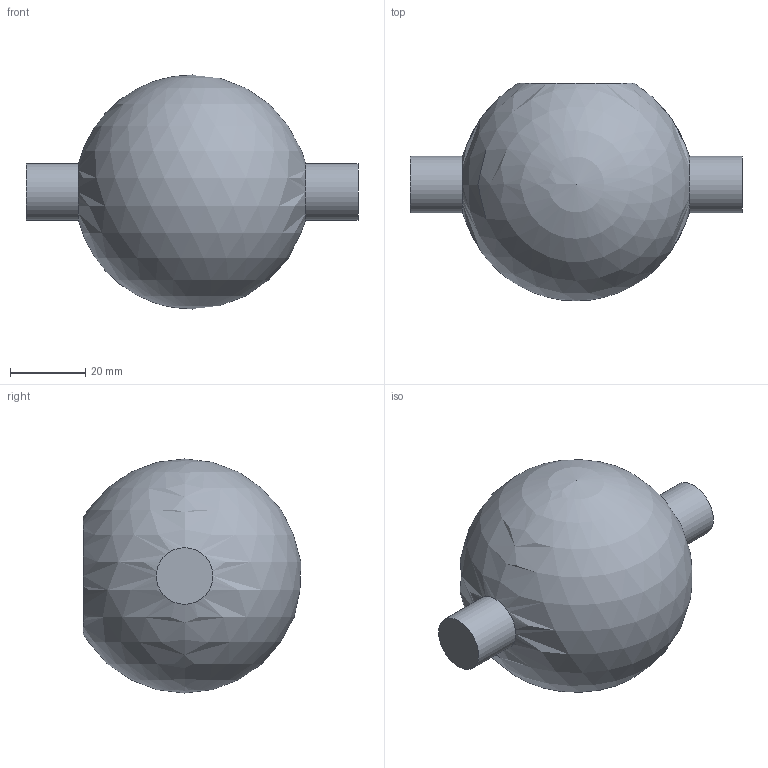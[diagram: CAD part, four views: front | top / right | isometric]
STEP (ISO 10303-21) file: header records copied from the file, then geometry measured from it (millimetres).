
FILE_DESCRIPTION(/* description */ (''),/* implementation_level */ '2;1');
FILE_NAME(/* name */ 'Dosificador.stp',/* time_stamp */ '2019-12-09T16:11:40-06:00',/* author */ ('Daniel'),/* organization */ (''),/* preprocessor_version */ 'ST-DEVELOPER v18',/* originating_system */ 'Autodesk Inventor 2020',/* authorisation */ '');
FILE_SCHEMA (('AUTOMOTIVE_DESIGN { 1 0 10303 214 3 1 1 }'));
Length unit declared in the file: millimetre
Products named in the file (1): Dosificador
Bounding box: 88 x 57.66 x 62.04 mm (x, y, z)
Volume: 34763 mm3; surface area: 22211.6 mm2
Topology: 1 solids, 1 shells, 14 faces, 38 edges, 26 vertices
Faces by surface type: plane 9, cylinder 3, sphere 2
Full cylindrical faces by diameter (mm): 15 x2, 31.02 x1
Entity records: 472 total; most frequent: DIRECTION 77, CARTESIAN_POINT 75, ORIENTED_EDGE 68, EDGE_CURVE 34, AXIS2_PLACEMENT_3D 28, VERTEX_POINT 26, LINE 21, VECTOR 21
